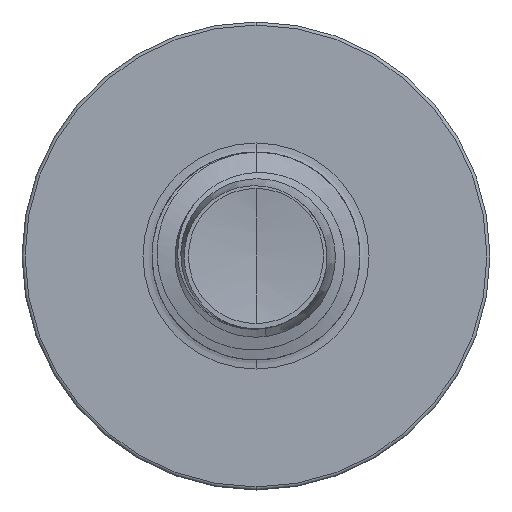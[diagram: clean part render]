
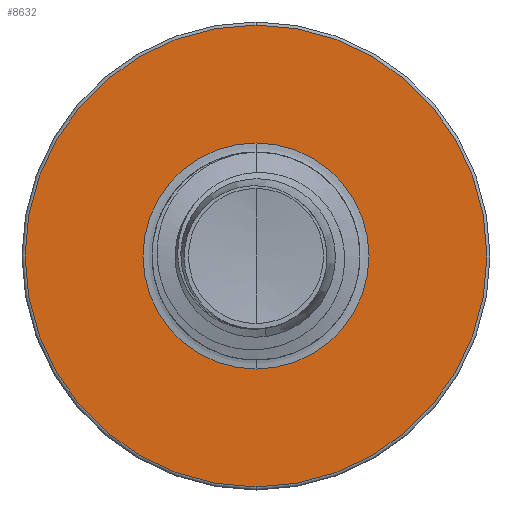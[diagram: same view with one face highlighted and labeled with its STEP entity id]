
A CAD part, front view. The second image highlights one B-rep face of the part: STEP entity #8632.
In plain terms, the highlighted planar face has unit normal (0, -1, 0).
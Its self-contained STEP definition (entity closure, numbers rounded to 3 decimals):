
#180 = VERTEX_POINT ( 'NONE', #2076 ) ;
#483 = EDGE_LOOP ( 'NONE', ( #4390, #21827 ) ) ;
#1189 = EDGE_CURVE ( 'NONE', #6052, #15420, #20715, .T. ) ;
#1446 = DIRECTION ( 'NONE',  ( 0., 1., 0. ) ) ;
#1534 = FACE_OUTER_BOUND ( 'NONE', #19657, .T. ) ;
#2076 = CARTESIAN_POINT ( 'NONE',  ( 0., 7.5, -4.44 ) ) ;
#2140 = FACE_BOUND ( 'NONE', #483, .T. ) ;
#2215 = AXIS2_PLACEMENT_3D ( 'NONE', #2511, #15037, #4289 ) ;
#2240 = AXIS2_PLACEMENT_3D ( 'NONE', #2670, #15198, #4453 ) ;
#2511 = CARTESIAN_POINT ( 'NONE',  ( 0., 7.5, 0. ) ) ;
#2670 = CARTESIAN_POINT ( 'NONE',  ( 0., 7.5, 0. ) ) ;
#2920 = CARTESIAN_POINT ( 'NONE',  ( 0., 7.5, 2.174 ) ) ;
#3311 = EDGE_CURVE ( 'NONE', #180, #7174, #16216, .T. ) ;
#4289 = DIRECTION ( 'NONE',  ( 0., 0., 1. ) ) ;
#4390 = ORIENTED_EDGE ( 'NONE', *, *, #5638, .T. ) ;
#4453 = DIRECTION ( 'NONE',  ( 0., 0., 1. ) ) ;
#5638 = EDGE_CURVE ( 'NONE', #15420, #6052, #18111, .T. ) ;
#6052 = VERTEX_POINT ( 'NONE', #22048 ) ;
#6723 = ORIENTED_EDGE ( 'NONE', *, *, #3311, .F. ) ;
#7174 = VERTEX_POINT ( 'NONE', #11948 ) ;
#7895 = DIRECTION ( 'NONE',  ( 0., 1., 0. ) ) ;
#8145 = CARTESIAN_POINT ( 'NONE',  ( 0., 7.5, 0. ) ) ;
#8632 = ADVANCED_FACE ( 'NONE', ( #1534, #2140 ), #12141, .F. ) ;
#9668 = AXIS2_PLACEMENT_3D ( 'NONE', #8145, #20772, #9943 ) ;
#9943 = DIRECTION ( 'NONE',  ( 0., 0., 1. ) ) ;
#11948 = CARTESIAN_POINT ( 'NONE',  ( 0., 7.5, 4.44 ) ) ;
#12141 = PLANE ( 'NONE',  #14626 ) ;
#13802 = CARTESIAN_POINT ( 'NONE',  ( 0., 7.5, -2.174 ) ) ;
#13962 = DIRECTION ( 'NONE',  ( 0., 0., 1. ) ) ;
#14367 = AXIS2_PLACEMENT_3D ( 'NONE', #18737, #7895, #20528 ) ;
#14425 = ORIENTED_EDGE ( 'NONE', *, *, #16369, .F. ) ;
#14626 = AXIS2_PLACEMENT_3D ( 'NONE', #13802, #1446, #13962 ) ;
#15037 = DIRECTION ( 'NONE',  ( 0., 1., 0. ) ) ;
#15198 = DIRECTION ( 'NONE',  ( 0., 1., 0. ) ) ;
#15420 = VERTEX_POINT ( 'NONE', #2920 ) ;
#16216 = CIRCLE ( 'NONE', #2240, 4.44 ) ;
#16369 = EDGE_CURVE ( 'NONE', #7174, #180, #21716, .T. ) ;
#18111 = CIRCLE ( 'NONE', #9668, 2.174 ) ;
#18737 = CARTESIAN_POINT ( 'NONE',  ( 0., 7.5, 0. ) ) ;
#19657 = EDGE_LOOP ( 'NONE', ( #14425, #6723 ) ) ;
#20528 = DIRECTION ( 'NONE',  ( 0., 0., 1. ) ) ;
#20715 = CIRCLE ( 'NONE', #14367, 2.174 ) ;
#20772 = DIRECTION ( 'NONE',  ( 0., 1., 0. ) ) ;
#21716 = CIRCLE ( 'NONE', #2215, 4.44 ) ;
#21827 = ORIENTED_EDGE ( 'NONE', *, *, #1189, .T. ) ;
#22048 = CARTESIAN_POINT ( 'NONE',  ( 0., 7.5, -2.174 ) ) ;
